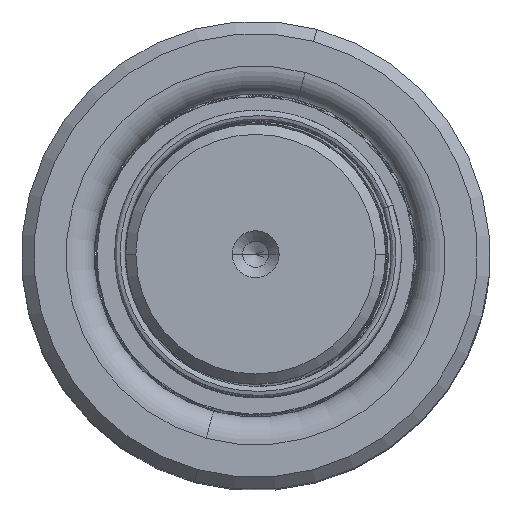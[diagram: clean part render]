
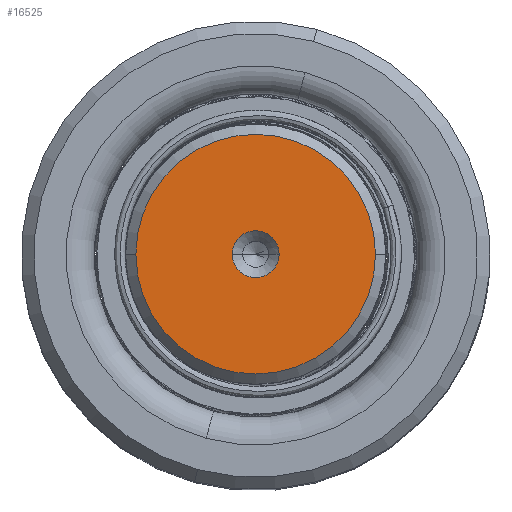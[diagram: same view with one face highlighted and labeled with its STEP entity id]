
A CAD part, top view. The second image highlights one B-rep face of the part: STEP entity #16525.
In plain terms, the highlighted planar face has unit normal (0, 0, 1).
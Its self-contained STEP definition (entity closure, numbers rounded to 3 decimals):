
#1431 = EDGE_CURVE ( 'NONE', #23360, #34243, #2018, .T. ) ;
#2018 = CIRCLE ( 'NONE', #30307, 2.25 ) ;
#2255 = ORIENTED_EDGE ( 'NONE', *, *, #47563, .T. ) ;
#2848 = CARTESIAN_POINT ( 'NONE',  ( -11.509, 0., 130. ) ) ;
#4379 = AXIS2_PLACEMENT_3D ( 'NONE', #25366, #34029, #30323 ) ;
#8159 = CARTESIAN_POINT ( 'NONE',  ( 0., 0., 130. ) ) ;
#8226 = AXIS2_PLACEMENT_3D ( 'NONE', #41077, #30105, #15249 ) ;
#13709 = FACE_BOUND ( 'NONE', #41081, .T. ) ;
#15010 = PLANE ( 'NONE',  #4379 ) ;
#15112 = ORIENTED_EDGE ( 'NONE', *, *, #29212, .F. ) ;
#15151 = CIRCLE ( 'NONE', #8226, 11.509 ) ;
#15249 = DIRECTION ( 'NONE',  ( 1., 0., 0. ) ) ;
#16525 = ADVANCED_FACE ( 'NONE', ( #13709, #18959 ), #15010, .T. ) ;
#17356 = DIRECTION ( 'NONE',  ( 0., 0., 1. ) ) ;
#17700 = CARTESIAN_POINT ( 'NONE',  ( -2.25, 0., 130. ) ) ;
#17787 = ORIENTED_EDGE ( 'NONE', *, *, #27767, .T. ) ;
#18959 = FACE_OUTER_BOUND ( 'NONE', #40680, .T. ) ;
#20448 = CARTESIAN_POINT ( 'NONE',  ( 0., 0., 130. ) ) ;
#21018 = DIRECTION ( 'NONE',  ( 1., 0., 0. ) ) ;
#23360 = VERTEX_POINT ( 'NONE', #38209 ) ;
#24951 = CIRCLE ( 'NONE', #45978, 2.25 ) ;
#25366 = CARTESIAN_POINT ( 'NONE',  ( 0., 0., 130. ) ) ;
#26940 = VERTEX_POINT ( 'NONE', #27763 ) ;
#27763 = CARTESIAN_POINT ( 'NONE',  ( 11.509, 0., 130. ) ) ;
#27767 = EDGE_CURVE ( 'NONE', #26940, #31194, #15151, .T. ) ;
#29212 = EDGE_CURVE ( 'NONE', #34243, #23360, #24951, .T. ) ;
#30105 = DIRECTION ( 'NONE',  ( 0., 0., 1. ) ) ;
#30255 = DIRECTION ( 'NONE',  ( 0., 0., 1. ) ) ;
#30307 = AXIS2_PLACEMENT_3D ( 'NONE', #39671, #43079, #21018 ) ;
#30323 = DIRECTION ( 'NONE',  ( 1., 0., 0. ) ) ;
#31194 = VERTEX_POINT ( 'NONE', #2848 ) ;
#31539 = CIRCLE ( 'NONE', #39288, 11.509 ) ;
#34029 = DIRECTION ( 'NONE',  ( 0., 0., 1. ) ) ;
#34243 = VERTEX_POINT ( 'NONE', #17700 ) ;
#34546 = ORIENTED_EDGE ( 'NONE', *, *, #1431, .F. ) ;
#38209 = CARTESIAN_POINT ( 'NONE',  ( 2.25, 0., 130. ) ) ;
#39288 = AXIS2_PLACEMENT_3D ( 'NONE', #20448, #17356, #42502 ) ;
#39671 = CARTESIAN_POINT ( 'NONE',  ( 0., 0., 130. ) ) ;
#40680 = EDGE_LOOP ( 'NONE', ( #2255, #17787 ) ) ;
#41077 = CARTESIAN_POINT ( 'NONE',  ( 0., 0., 130. ) ) ;
#41081 = EDGE_LOOP ( 'NONE', ( #34546, #15112 ) ) ;
#41532 = DIRECTION ( 'NONE',  ( 1., 0., 0. ) ) ;
#42502 = DIRECTION ( 'NONE',  ( 1., 0., 0. ) ) ;
#43079 = DIRECTION ( 'NONE',  ( 0., 0., 1. ) ) ;
#45978 = AXIS2_PLACEMENT_3D ( 'NONE', #8159, #30255, #41532 ) ;
#47563 = EDGE_CURVE ( 'NONE', #31194, #26940, #31539, .T. ) ;
